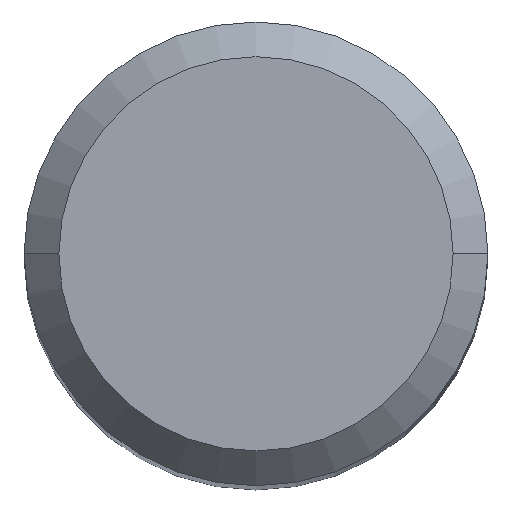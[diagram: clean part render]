
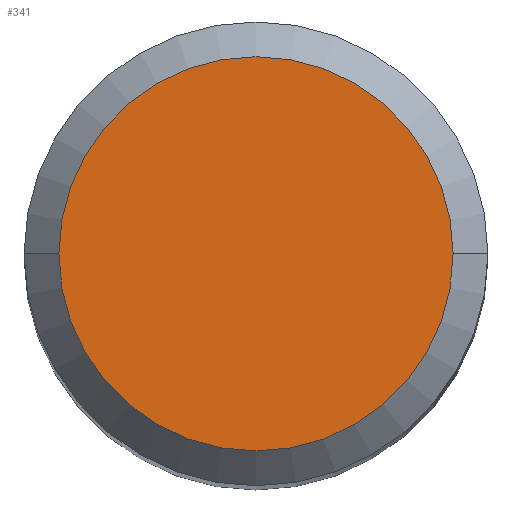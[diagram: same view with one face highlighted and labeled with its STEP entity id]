
A CAD part, top view. The second image highlights one B-rep face of the part: STEP entity #341.
In plain terms, the highlighted planar face has unit normal (0, 0, 1).
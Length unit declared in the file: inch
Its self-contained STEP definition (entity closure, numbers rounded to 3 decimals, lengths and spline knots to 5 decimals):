
#22 = CARTESIAN_POINT ( 'NONE',  ( 0., 0., 0. ) ) ;
#47 = EDGE_LOOP ( 'NONE', ( #475, #305 ) ) ;
#61 = FACE_OUTER_BOUND ( 'NONE', #47, .T. ) ;
#130 = AXIS2_PLACEMENT_3D ( 'NONE', #22, #334, #476 ) ;
#137 = AXIS2_PLACEMENT_3D ( 'NONE', #179, #383, #324 ) ;
#143 = PLANE ( 'NONE',  #328 ) ;
#177 = CARTESIAN_POINT ( 'NONE',  ( 0., 0., 0. ) ) ;
#179 = CARTESIAN_POINT ( 'NONE',  ( 0., 0., 0. ) ) ;
#184 = VERTEX_POINT ( 'NONE', #439 ) ;
#216 = DIRECTION ( 'NONE',  ( 0., 0., -1. ) ) ;
#218 = DIRECTION ( 'NONE',  ( -1., 0., 0. ) ) ;
#236 = VERTEX_POINT ( 'NONE', #454 ) ;
#305 = ORIENTED_EDGE ( 'NONE', *, *, #369, .T. ) ;
#324 = DIRECTION ( 'NONE',  ( 1., 0., 0. ) ) ;
#328 = AXIS2_PLACEMENT_3D ( 'NONE', #177, #216, #218 ) ;
#332 = EDGE_CURVE ( 'NONE', #236, #184, #477, .T. ) ;
#334 = DIRECTION ( 'NONE',  ( 0., 0., 1. ) ) ;
#341 = ADVANCED_FACE ( 'NONE', ( #61 ), #143, .F. ) ;
#369 = EDGE_CURVE ( 'NONE', #184, #236, #451, .T. ) ;
#383 = DIRECTION ( 'NONE',  ( 0., 0., 1. ) ) ;
#439 = CARTESIAN_POINT ( 'NONE',  ( 0.13387, 0., 0. ) ) ;
#451 = CIRCLE ( 'NONE', #130, 0.13387 ) ;
#454 = CARTESIAN_POINT ( 'NONE',  ( -0.13387, 0., 0. ) ) ;
#475 = ORIENTED_EDGE ( 'NONE', *, *, #332, .T. ) ;
#476 = DIRECTION ( 'NONE',  ( 1., 0., 0. ) ) ;
#477 = CIRCLE ( 'NONE', #137, 0.13387 ) ;
